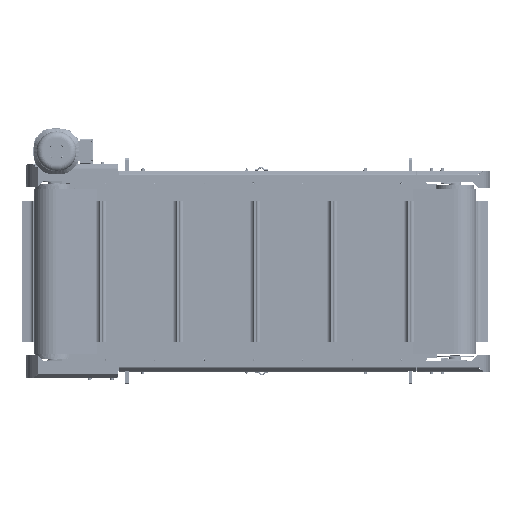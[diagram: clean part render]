
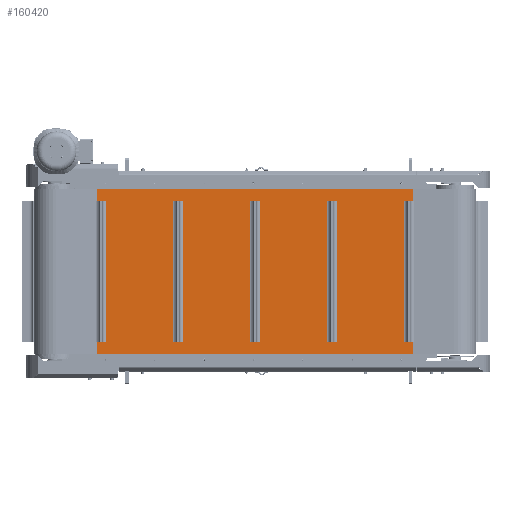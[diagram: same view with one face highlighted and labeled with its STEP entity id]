
A CAD part, left-side view. The second image highlights one B-rep face of the part: STEP entity #160420.
In plain terms, the highlighted planar face has unit normal (-1, 0, 0).
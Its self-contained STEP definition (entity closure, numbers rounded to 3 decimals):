
#6241=FACE_BOUND('',#28254,.T.);
#6242=FACE_BOUND('',#28255,.T.);
#6243=FACE_BOUND('',#28256,.T.);
#10745=PLANE('',#172476);
#18711=FACE_OUTER_BOUND('',#28253,.T.);
#28253=EDGE_LOOP('',(#136445,#136446,#136447,#136448,#136449,#136450,#136451,
#136452,#136453,#136454,#136455,#136456));
#28254=EDGE_LOOP('',(#136457,#136458,#136459,#136460));
#28255=EDGE_LOOP('',(#136461,#136462,#136463,#136464));
#28256=EDGE_LOOP('',(#136465,#136466,#136467,#136468));
#31707=LINE('',#225652,#45325);
#41707=LINE('',#272964,#55325);
#41709=LINE('',#272968,#55327);
#41712=LINE('',#272974,#55330);
#41855=LINE('',#273324,#55473);
#41856=LINE('',#273325,#55474);
#41857=LINE('',#273327,#55475);
#41858=LINE('',#273329,#55476);
#41859=LINE('',#273330,#55477);
#41860=LINE('',#273332,#55478);
#41861=LINE('',#273334,#55479);
#41862=LINE('',#273335,#55480);
#41863=LINE('',#273338,#55481);
#41864=LINE('',#273340,#55482);
#41865=LINE('',#273342,#55483);
#41866=LINE('',#273343,#55484);
#41867=LINE('',#273346,#55485);
#41868=LINE('',#273348,#55486);
#41869=LINE('',#273350,#55487);
#41870=LINE('',#273351,#55488);
#41871=LINE('',#273354,#55489);
#41872=LINE('',#273356,#55490);
#41873=LINE('',#273358,#55491);
#41874=LINE('',#273359,#55492);
#45325=VECTOR('',#181342,10.);
#55325=VECTOR('',#207876,10.);
#55327=VECTOR('',#207878,10.);
#55330=VECTOR('',#207883,10.);
#55473=VECTOR('',#208224,10.);
#55474=VECTOR('',#208225,10.);
#55475=VECTOR('',#208226,10.);
#55476=VECTOR('',#208227,10.);
#55477=VECTOR('',#208228,10.);
#55478=VECTOR('',#208229,10.);
#55479=VECTOR('',#208230,10.);
#55480=VECTOR('',#208231,10.);
#55481=VECTOR('',#208232,10.);
#55482=VECTOR('',#208233,10.);
#55483=VECTOR('',#208234,10.);
#55484=VECTOR('',#208235,10.);
#55485=VECTOR('',#208236,10.);
#55486=VECTOR('',#208237,10.);
#55487=VECTOR('',#208238,10.);
#55488=VECTOR('',#208239,10.);
#55489=VECTOR('',#208240,10.);
#55490=VECTOR('',#208241,10.);
#55491=VECTOR('',#208242,10.);
#55492=VECTOR('',#208243,10.);
#64419=VERTEX_POINT('',#225650);
#64420=VERTEX_POINT('',#225651);
#74482=VERTEX_POINT('',#272962);
#74483=VERTEX_POINT('',#272965);
#74484=VERTEX_POINT('',#272967);
#74486=VERTEX_POINT('',#272973);
#74593=VERTEX_POINT('',#273322);
#74594=VERTEX_POINT('',#273323);
#74595=VERTEX_POINT('',#273326);
#74596=VERTEX_POINT('',#273328);
#74597=VERTEX_POINT('',#273331);
#74598=VERTEX_POINT('',#273333);
#74599=VERTEX_POINT('',#273336);
#74600=VERTEX_POINT('',#273337);
#74601=VERTEX_POINT('',#273339);
#74602=VERTEX_POINT('',#273341);
#74603=VERTEX_POINT('',#273344);
#74604=VERTEX_POINT('',#273345);
#74605=VERTEX_POINT('',#273347);
#74606=VERTEX_POINT('',#273349);
#74607=VERTEX_POINT('',#273352);
#74608=VERTEX_POINT('',#273353);
#74609=VERTEX_POINT('',#273355);
#74610=VERTEX_POINT('',#273357);
#79798=EDGE_CURVE('',#64419,#64420,#31707,.T.);
#95429=EDGE_CURVE('',#64419,#74482,#41707,.T.);
#95431=EDGE_CURVE('',#74484,#74483,#41709,.T.);
#95434=EDGE_CURVE('',#74486,#74483,#41712,.T.);
#95606=EDGE_CURVE('',#74593,#74594,#41855,.T.);
#95607=EDGE_CURVE('',#74594,#64420,#41856,.T.);
#95608=EDGE_CURVE('',#74482,#74595,#41857,.T.);
#95609=EDGE_CURVE('',#74595,#74596,#41858,.T.);
#95610=EDGE_CURVE('',#74596,#74484,#41859,.T.);
#95611=EDGE_CURVE('',#74486,#74597,#41860,.T.);
#95612=EDGE_CURVE('',#74597,#74598,#41861,.T.);
#95613=EDGE_CURVE('',#74598,#74593,#41862,.T.);
#95614=EDGE_CURVE('',#74599,#74600,#41863,.T.);
#95615=EDGE_CURVE('',#74600,#74601,#41864,.T.);
#95616=EDGE_CURVE('',#74601,#74602,#41865,.T.);
#95617=EDGE_CURVE('',#74602,#74599,#41866,.T.);
#95618=EDGE_CURVE('',#74603,#74604,#41867,.T.);
#95619=EDGE_CURVE('',#74604,#74605,#41868,.T.);
#95620=EDGE_CURVE('',#74605,#74606,#41869,.T.);
#95621=EDGE_CURVE('',#74606,#74603,#41870,.T.);
#95622=EDGE_CURVE('',#74607,#74608,#41871,.T.);
#95623=EDGE_CURVE('',#74608,#74609,#41872,.T.);
#95624=EDGE_CURVE('',#74609,#74610,#41873,.T.);
#95625=EDGE_CURVE('',#74610,#74607,#41874,.T.);
#136445=ORIENTED_EDGE('',*,*,#95606,.T.);
#136446=ORIENTED_EDGE('',*,*,#95607,.T.);
#136447=ORIENTED_EDGE('',*,*,#79798,.F.);
#136448=ORIENTED_EDGE('',*,*,#95429,.T.);
#136449=ORIENTED_EDGE('',*,*,#95608,.T.);
#136450=ORIENTED_EDGE('',*,*,#95609,.T.);
#136451=ORIENTED_EDGE('',*,*,#95610,.T.);
#136452=ORIENTED_EDGE('',*,*,#95431,.T.);
#136453=ORIENTED_EDGE('',*,*,#95434,.F.);
#136454=ORIENTED_EDGE('',*,*,#95611,.T.);
#136455=ORIENTED_EDGE('',*,*,#95612,.T.);
#136456=ORIENTED_EDGE('',*,*,#95613,.T.);
#136457=ORIENTED_EDGE('',*,*,#95614,.T.);
#136458=ORIENTED_EDGE('',*,*,#95615,.T.);
#136459=ORIENTED_EDGE('',*,*,#95616,.T.);
#136460=ORIENTED_EDGE('',*,*,#95617,.T.);
#136461=ORIENTED_EDGE('',*,*,#95618,.T.);
#136462=ORIENTED_EDGE('',*,*,#95619,.T.);
#136463=ORIENTED_EDGE('',*,*,#95620,.T.);
#136464=ORIENTED_EDGE('',*,*,#95621,.T.);
#136465=ORIENTED_EDGE('',*,*,#95622,.T.);
#136466=ORIENTED_EDGE('',*,*,#95623,.T.);
#136467=ORIENTED_EDGE('',*,*,#95624,.T.);
#136468=ORIENTED_EDGE('',*,*,#95625,.T.);
#160420=ADVANCED_FACE('',(#18711,#6241,#6242,#6243),#10745,.T.);
#172476=AXIS2_PLACEMENT_3D('',#273321,#208222,#208223);
#181342=DIRECTION('',(0.,-1.,0.));
#207876=DIRECTION('',(0.,0.,-1.));
#207878=DIRECTION('',(0.,0.,-1.));
#207883=DIRECTION('',(0.,1.,0.));
#208222=DIRECTION('center_axis',(-1.,0.,0.));
#208223=DIRECTION('ref_axis',(0.,-1.,0.));
#208224=DIRECTION('',(0.,-1.,0.));
#208225=DIRECTION('',(0.,0.,1.));
#208226=DIRECTION('',(0.,-1.,0.));
#208227=DIRECTION('',(0.,0.,-1.));
#208228=DIRECTION('',(0.,1.,0.));
#208229=DIRECTION('',(0.,0.,1.));
#208230=DIRECTION('',(0.,1.,0.));
#208231=DIRECTION('',(0.,0.,1.));
#208232=DIRECTION('',(0.,1.,0.));
#208233=DIRECTION('',(0.,0.,1.));
#208234=DIRECTION('',(0.,-1.,0.));
#208235=DIRECTION('',(0.,0.,-1.));
#208236=DIRECTION('',(0.,1.,0.));
#208237=DIRECTION('',(0.,0.,1.));
#208238=DIRECTION('',(0.,-1.,0.));
#208239=DIRECTION('',(0.,0.,-1.));
#208240=DIRECTION('',(0.,1.,0.));
#208241=DIRECTION('',(0.,0.,1.));
#208242=DIRECTION('',(0.,-1.,0.));
#208243=DIRECTION('',(0.,0.,-1.));
#225650=CARTESIAN_POINT('',(-157.35,642.101,350.));
#225651=CARTESIAN_POINT('',(-157.35,-700.901,350.));
#225652=CARTESIAN_POINT('',(-157.35,642.101,350.));
#272962=CARTESIAN_POINT('',(-157.35,642.101,300.));
#272964=CARTESIAN_POINT('',(-157.35,642.101,0.));
#272965=CARTESIAN_POINT('',(-157.35,642.101,-350.));
#272967=CARTESIAN_POINT('',(-157.35,642.101,-300.));
#272968=CARTESIAN_POINT('',(-157.35,642.101,0.));
#272973=CARTESIAN_POINT('',(-157.35,-700.901,-350.));
#272974=CARTESIAN_POINT('',(-157.35,642.101,-350.));
#273321=CARTESIAN_POINT('Origin',(-157.35,642.101,0.));
#273322=CARTESIAN_POINT('',(-157.35,-661.9,300.));
#273323=CARTESIAN_POINT('',(-157.35,-700.901,300.));
#273324=CARTESIAN_POINT('',(-157.35,-20.9,300.));
#273325=CARTESIAN_POINT('',(-157.35,-700.901,0.));
#273326=CARTESIAN_POINT('',(-157.35,603.129,300.));
#273327=CARTESIAN_POINT('',(-157.35,633.615,300.));
#273328=CARTESIAN_POINT('',(-157.35,603.129,-300.));
#273329=CARTESIAN_POINT('',(-157.35,603.129,0.));
#273330=CARTESIAN_POINT('',(-157.35,633.615,-300.));
#273331=CARTESIAN_POINT('',(-157.35,-700.901,-300.));
#273332=CARTESIAN_POINT('',(-157.35,-700.901,0.));
#273333=CARTESIAN_POINT('',(-157.35,-661.9,-300.));
#273334=CARTESIAN_POINT('',(-157.35,-20.9,-300.));
#273335=CARTESIAN_POINT('',(-157.35,-661.9,0.));
#273336=CARTESIAN_POINT('',(-157.35,-378.643,-300.));
#273337=CARTESIAN_POINT('',(-157.35,-334.643,-300.));
#273338=CARTESIAN_POINT('',(-157.35,142.729,-300.));
#273339=CARTESIAN_POINT('',(-157.35,-334.643,300.));
#273340=CARTESIAN_POINT('',(-157.35,-334.643,0.));
#273341=CARTESIAN_POINT('',(-157.35,-378.643,300.));
#273342=CARTESIAN_POINT('',(-157.35,142.729,300.));
#273343=CARTESIAN_POINT('',(-157.35,-378.643,0.));
#273344=CARTESIAN_POINT('',(-157.35,-51.385,-300.));
#273345=CARTESIAN_POINT('',(-157.35,-7.385,-300.));
#273346=CARTESIAN_POINT('',(-157.35,306.358,-300.));
#273347=CARTESIAN_POINT('',(-157.35,-7.385,300.));
#273348=CARTESIAN_POINT('',(-157.35,-7.385,0.));
#273349=CARTESIAN_POINT('',(-157.35,-51.385,300.));
#273350=CARTESIAN_POINT('',(-157.35,306.358,300.));
#273351=CARTESIAN_POINT('',(-157.35,-51.385,0.));
#273352=CARTESIAN_POINT('',(-157.35,275.872,-300.));
#273353=CARTESIAN_POINT('',(-157.35,319.872,-300.));
#273354=CARTESIAN_POINT('',(-157.35,469.986,-300.));
#273355=CARTESIAN_POINT('',(-157.35,319.872,300.));
#273356=CARTESIAN_POINT('',(-157.35,319.872,0.));
#273357=CARTESIAN_POINT('',(-157.35,275.872,300.));
#273358=CARTESIAN_POINT('',(-157.35,469.986,300.));
#273359=CARTESIAN_POINT('',(-157.35,275.872,0.));
